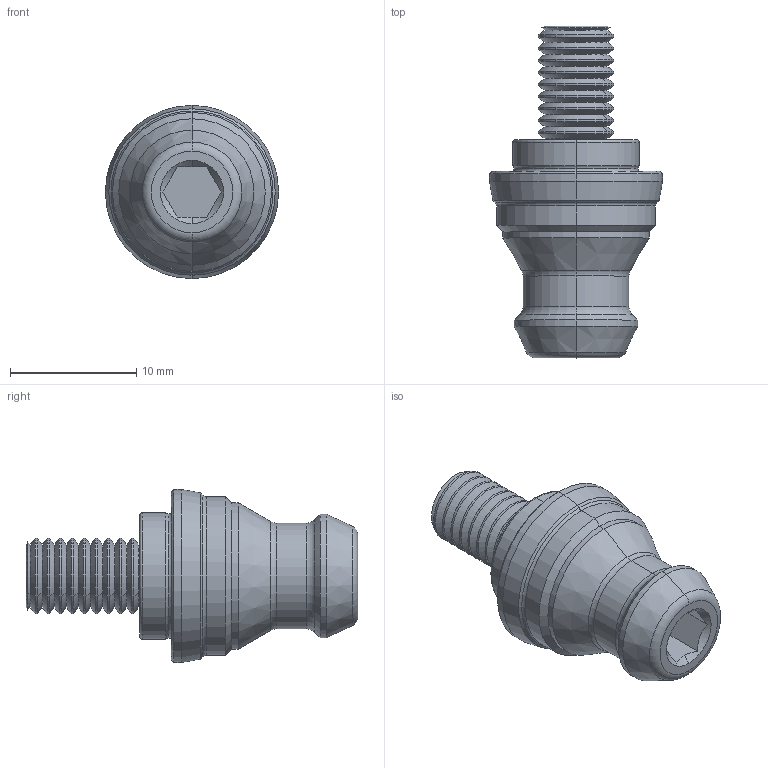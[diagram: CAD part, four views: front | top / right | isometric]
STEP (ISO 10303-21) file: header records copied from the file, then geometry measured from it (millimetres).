
FILE_DESCRIPTION (( 'STEP AP214' ), '1' );
FILE_NAME ('隅弇嶺隊.STEP', '2021-01-05T00:59:59', ( '' ), ( '' ), 'SwSTEP 2.0', 'SolidWorks 2018', '' );
FILE_SCHEMA (( 'AUTOMOTIVE_DESIGN' ));
Length unit declared in the file: millimetre
Products named in the file (1): 隅弇嶺隊
Bounding box: 13.72 x 26.3 x 13.72 mm (x, y, z)
Volume: 1634.4 mm3; surface area: 1132.9 mm2
Topology: 1 solids, 1 shells, 261 faces, 681 edges, 434 vertices
Faces by surface type: plane 95, cone 60, bspline 58, cylinder 32, torus 16
Entity records: 13459 total; most frequent: CARTESIAN_POINT 4483, ORIENTED_EDGE 1362, DIRECTION 1135, EDGE_CURVE 681, VERTEX_POINT 434, VECTOR 387, LINE 387, AXIS2_PLACEMENT_3D 374
